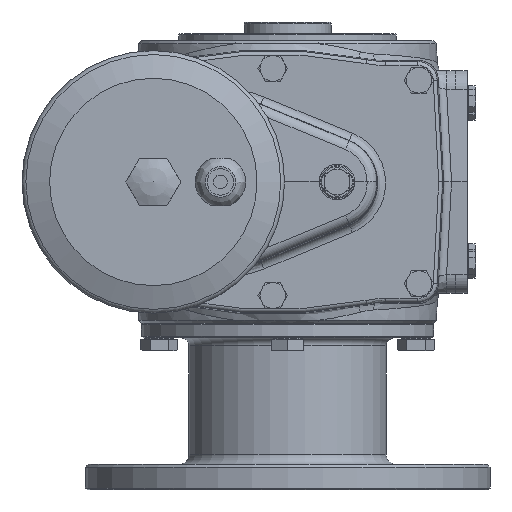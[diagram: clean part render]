
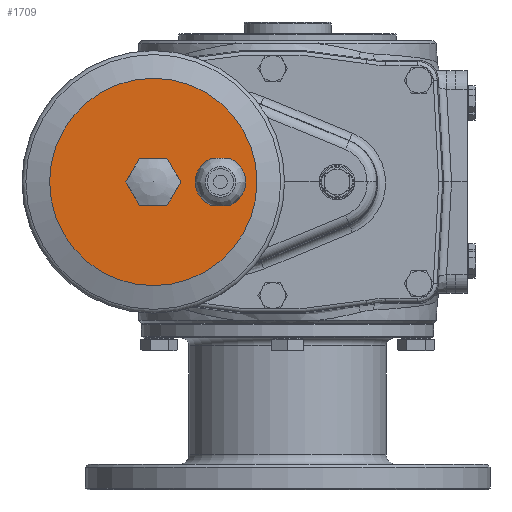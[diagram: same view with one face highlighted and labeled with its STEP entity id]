
A CAD part, left-side view. The second image highlights one B-rep face of the part: STEP entity #1709.
In plain terms, the highlighted planar face has unit normal (-1, 0, 0).
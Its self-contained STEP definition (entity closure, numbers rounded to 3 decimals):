
#1709 = ADVANCED_FACE( '', ( #4217, #4218, #4219 ), #4220, .T. );
#4217 = FACE_BOUND( '', #11136, .T. );
#4218 = FACE_OUTER_BOUND( '', #11137, .T. );
#4219 = FACE_BOUND( '', #11138, .T. );
#4220 = PLANE( '', #11139 );
#11136 = EDGE_LOOP( '', ( #22321, #22322, #22323, #22324 ) );
#11137 = EDGE_LOOP( '', ( #22325 ) );
#11138 = EDGE_LOOP( '', ( #22326, #22327, #22328, #22329, #22330, #22331 ) );
#11139 = AXIS2_PLACEMENT_3D( '', #22332, #22333, #22334 );
#22321 = ORIENTED_EDGE( '', *, *, #28589, .F. );
#22322 = ORIENTED_EDGE( '', *, *, #28590, .F. );
#22323 = ORIENTED_EDGE( '', *, *, #28591, .F. );
#22324 = ORIENTED_EDGE( '', *, *, #28592, .T. );
#22325 = ORIENTED_EDGE( '', *, *, #28593, .T. );
#22326 = ORIENTED_EDGE( '', *, *, #28594, .T. );
#22327 = ORIENTED_EDGE( '', *, *, #28595, .T. );
#22328 = ORIENTED_EDGE( '', *, *, #28596, .T. );
#22329 = ORIENTED_EDGE( '', *, *, #28597, .T. );
#22330 = ORIENTED_EDGE( '', *, *, #28598, .T. );
#22331 = ORIENTED_EDGE( '', *, *, #28599, .T. );
#22332 = CARTESIAN_POINT( '', ( -527.5, 15.5, 0. ) );
#22333 = DIRECTION( '', ( -1., 0., 0. ) );
#22334 = DIRECTION( '', ( 0., -1., 0. ) );
#28589 = EDGE_CURVE( '', #32322, #32323, #32324, .T. );
#28590 = EDGE_CURVE( '', #32325, #32322, #32326, .T. );
#28591 = EDGE_CURVE( '', #32327, #32325, #32328, .T. );
#28592 = EDGE_CURVE( '', #32327, #32323, #32329, .T. );
#28593 = EDGE_CURVE( '', #32330, #32330, #32331, .T. );
#28594 = EDGE_CURVE( '', #32332, #32333, #32334, .T. );
#28595 = EDGE_CURVE( '', #32333, #32335, #32336, .T. );
#28596 = EDGE_CURVE( '', #32335, #32337, #32338, .T. );
#28597 = EDGE_CURVE( '', #32337, #32339, #32340, .T. );
#28598 = EDGE_CURVE( '', #32339, #32341, #32342, .T. );
#28599 = EDGE_CURVE( '', #32341, #32332, #32343, .T. );
#32322 = VERTEX_POINT( '', #40041 );
#32323 = VERTEX_POINT( '', #40042 );
#32324 = CIRCLE( '', #40043, 12.8 );
#32325 = VERTEX_POINT( '', #40044 );
#32326 = LINE( '', #40045, #40046 );
#32327 = VERTEX_POINT( '', #40047 );
#32328 = CIRCLE( '', #40048, 12.8 );
#32329 = LINE( '', #40049, #40050 );
#32330 = VERTEX_POINT( '', #40051 );
#32331 = CIRCLE( '', #40052, 52.5 );
#32332 = VERTEX_POINT( '', #40053 );
#32333 = VERTEX_POINT( '', #40054 );
#32334 = LINE( '', #40055, #40056 );
#32335 = VERTEX_POINT( '', #40057 );
#32336 = LINE( '', #40058, #40059 );
#32337 = VERTEX_POINT( '', #40060 );
#32338 = LINE( '', #40061, #40062 );
#32339 = VERTEX_POINT( '', #40063 );
#32340 = LINE( '', #40064, #40065 );
#32341 = VERTEX_POINT( '', #40066 );
#32342 = LINE( '', #40067, #40068 );
#32343 = LINE( '', #40069, #40070 );
#40041 = CARTESIAN_POINT( '', ( -527.5, 38.454, 12. ) );
#40042 = CARTESIAN_POINT( '', ( -527.5, 38.454, -12. ) );
#40043 = AXIS2_PLACEMENT_3D( '', #45971, #45972, #45973 );
#40044 = CARTESIAN_POINT( '', ( -527.5, 29.546, 12. ) );
#40045 = CARTESIAN_POINT( '', ( -527.5, 29.546, 12. ) );
#40046 = VECTOR( '', #45974, 1000. );
#40047 = CARTESIAN_POINT( '', ( -527.5, 29.546, -12. ) );
#40048 = AXIS2_PLACEMENT_3D( '', #45975, #45976, #45977 );
#40049 = CARTESIAN_POINT( '', ( -527.5, 29.546, -12. ) );
#40050 = VECTOR( '', #45978, 1000. );
#40051 = CARTESIAN_POINT( '', ( -527.5, 15.5, 0. ) );
#40052 = AXIS2_PLACEMENT_3D( '', #45979, #45980, #45981 );
#40053 = CARTESIAN_POINT( '', ( -527.5, 74.928, -12. ) );
#40054 = CARTESIAN_POINT( '', ( -527.5, 81.856, 0. ) );
#40055 = CARTESIAN_POINT( '', ( -527.5, 74.928, -12. ) );
#40056 = VECTOR( '', #45982, 1000. );
#40057 = CARTESIAN_POINT( '', ( -527.5, 74.928, 12. ) );
#40058 = CARTESIAN_POINT( '', ( -527.5, 81.856, 0. ) );
#40059 = VECTOR( '', #45983, 1000. );
#40060 = CARTESIAN_POINT( '', ( -527.5, 61.072, 12. ) );
#40061 = CARTESIAN_POINT( '', ( -527.5, 74.928, 12. ) );
#40062 = VECTOR( '', #45984, 1000. );
#40063 = CARTESIAN_POINT( '', ( -527.5, 54.144, 0. ) );
#40064 = CARTESIAN_POINT( '', ( -527.5, 61.072, 12. ) );
#40065 = VECTOR( '', #45985, 1000. );
#40066 = CARTESIAN_POINT( '', ( -527.5, 61.072, -12. ) );
#40067 = CARTESIAN_POINT( '', ( -527.5, 54.144, 0. ) );
#40068 = VECTOR( '', #45986, 1000. );
#40069 = CARTESIAN_POINT( '', ( -527.5, 61.072, -12. ) );
#40070 = VECTOR( '', #45987, 1000. );
#45971 = CARTESIAN_POINT( '', ( -527.5, 34., 0. ) );
#45972 = DIRECTION( '', ( -1., 0., 0. ) );
#45973 = DIRECTION( '', ( 0., -1., 0. ) );
#45974 = DIRECTION( '', ( 0., 1., 0. ) );
#45975 = CARTESIAN_POINT( '', ( -527.5, 34., 0. ) );
#45976 = DIRECTION( '', ( -1., 0., 0. ) );
#45977 = DIRECTION( '', ( 0., -1., 0. ) );
#45978 = DIRECTION( '', ( 0., 1., 0. ) );
#45979 = CARTESIAN_POINT( '', ( -527.5, 68., 0. ) );
#45980 = DIRECTION( '', ( -1., 0., 0. ) );
#45981 = DIRECTION( '', ( 0., -1., 0. ) );
#45982 = DIRECTION( '', ( 0., 0.5, 0.866 ) );
#45983 = DIRECTION( '', ( 0., -0.5, 0.866 ) );
#45984 = DIRECTION( '', ( 0., -1., 0. ) );
#45985 = DIRECTION( '', ( 0., -0.5, -0.866 ) );
#45986 = DIRECTION( '', ( 0., 0.5, -0.866 ) );
#45987 = DIRECTION( '', ( 0., 1., 0. ) );
